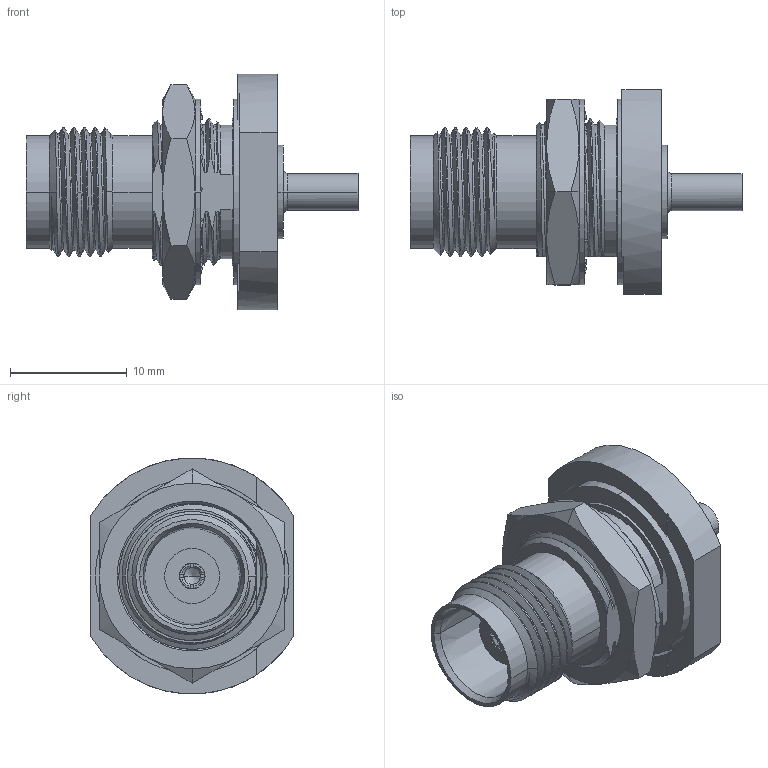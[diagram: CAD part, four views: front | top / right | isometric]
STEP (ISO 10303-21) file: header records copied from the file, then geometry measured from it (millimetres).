
FILE_DESCRIPTION(('STEP AP214'),'1');
FILE_NAME('31-6288.step','2021-07-27T06:11:33',(' '),('ANSOFT Corporation'),'Spatial InterOp 3D',' ',' ');
FILE_SCHEMA(('AUTOMOTIVE_DESIGN { 1 0 10303 214 1 1 1 1 }'));
Length unit declared in the file: millimetre
Products named in the file (1): 316288_Unnamed_1_1
Bounding box: 28.41 x 17.45 x 20.19 mm (x, y, z)
Volume: 2655.2 mm3; surface area: 2974.9 mm2
Topology: 1 solids, 1 shells, 310 faces, 881 edges, 549 vertices
Faces by surface type: plane 97, bspline 95, cylinder 72, cone 42, torus 4
Entity records: 25512 total; most frequent: CARTESIAN_POINT 18659, ORIENTED_EDGE 1646, DIRECTION 1093, EDGE_CURVE 823, VERTEX_POINT 521, AXIS2_PLACEMENT_3D 379, LINE 335, VECTOR 335
